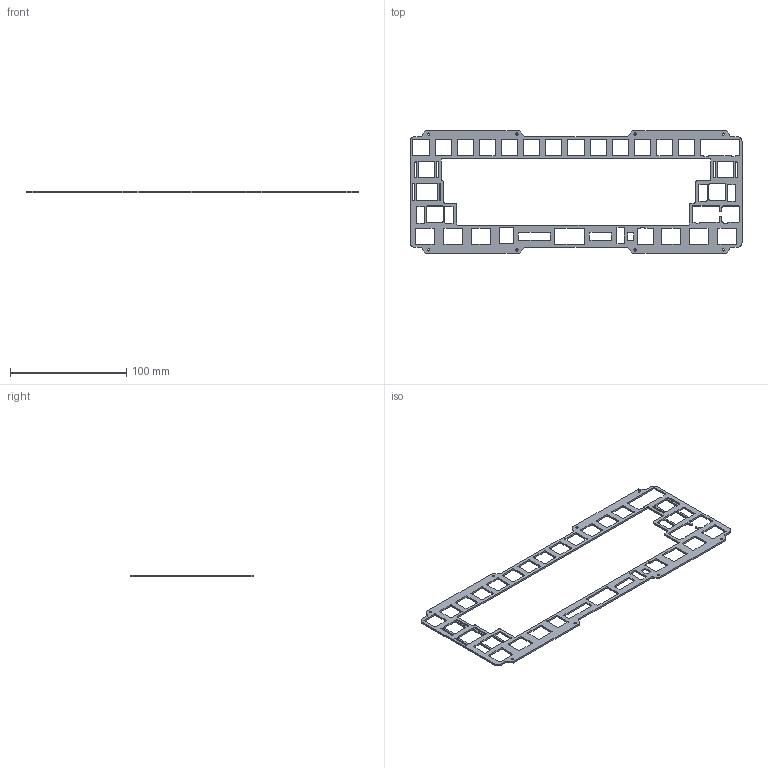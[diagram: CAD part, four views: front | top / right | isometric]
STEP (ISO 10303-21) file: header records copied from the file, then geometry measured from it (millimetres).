
FILE_DESCRIPTION(/* description */ (''),/* implementation_level */ '2;1');
FILE_NAME(/* name */ 'CNCHalf.step',/* time_stamp */ '2021-04-19T21:43:07-07:00',/* author */ (''),/* organization */ (''),/* preprocessor_version */ 'ST-DEVELOPER v18.1',/* originating_system */ 'Autodesk Translation Framework v10.6.0.1341',/* authorisation */ '');
FILE_SCHEMA (('AUTOMOTIVE_DESIGN { 1 0 10303 214 3 1 1 }'));
Length unit declared in the file: millimetre
Products named in the file (1): CNCHalf
Bounding box: 285.75 x 105.8 x 1.5 mm (x, y, z)
Volume: 13315.1 mm3; surface area: 23305.6 mm2
Topology: 1 solids, 1 shells, 470 faces, 1404 edges, 936 vertices
Faces by surface type: cylinder 244, plane 226
Full cylindrical faces by diameter (mm): 2 x8
Entity records: 16204 total; most frequent: DIRECTION 2834, CARTESIAN_POINT 2811, ORIENTED_EDGE 2808, EDGE_CURVE 1404, AXIS2_PLACEMENT_3D 959, VERTEX_POINT 936, LINE 916, VECTOR 916
